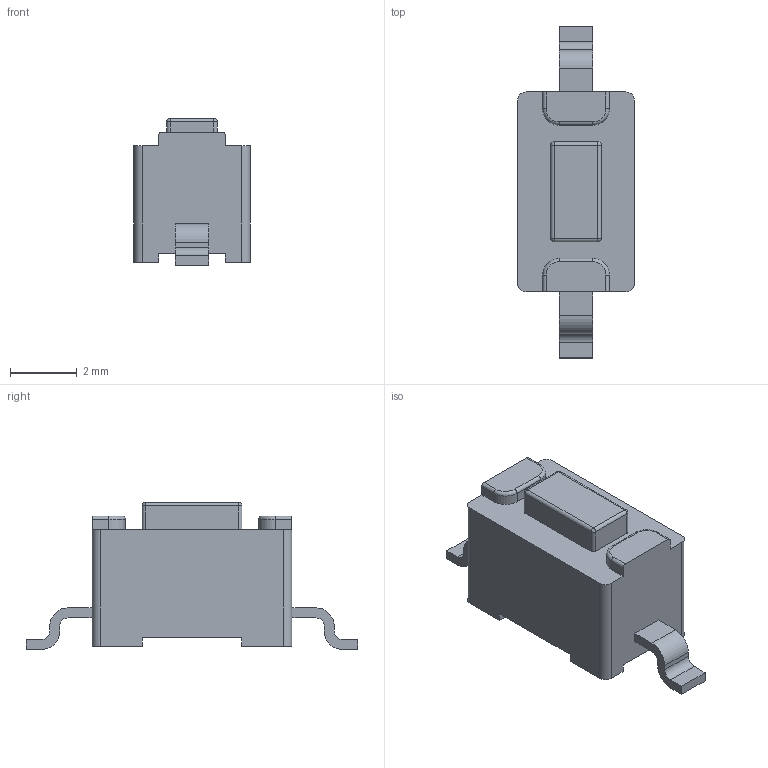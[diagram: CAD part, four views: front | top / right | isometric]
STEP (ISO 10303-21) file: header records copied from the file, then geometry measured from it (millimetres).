
FILE_DESCRIPTION(/* description */ (''),/* implementation_level */ '2;1');
FILE_NAME(/* name */ 'REST_BUTTON_TE.stp',/* time_stamp */ '2020-03-03T22:04:58+01:00',/* author */ ('franc'),/* organization */ ('Tyco Electronics Ltd.'),/* preprocessor_version */ 'ST-DEVELOPER v18',/* originating_system */ 'Autodesk Inventor 2020',/* authorisation */ '');
FILE_SCHEMA (('AUTOMOTIVE_DESIGN { 1 0 10303 214 3 1 1 }'));
Length unit declared in the file: millimetre
Products named in the file (1): REST_BUTTON_TE
Bounding box: 3.5 x 9.97 x 4.42 mm (x, y, z)
Volume: 76 mm3; surface area: 131.2 mm2
Topology: 1 solids, 1 shells, 87 faces, 226 edges, 144 vertices
Faces by surface type: plane 49, cylinder 30, torus 4, sphere 4
Entity records: 2764 total; most frequent: DIRECTION 466, CARTESIAN_POINT 458, ORIENTED_EDGE 452, EDGE_CURVE 226, LINE 162, VECTOR 162, AXIS2_PLACEMENT_3D 152, VERTEX_POINT 144
